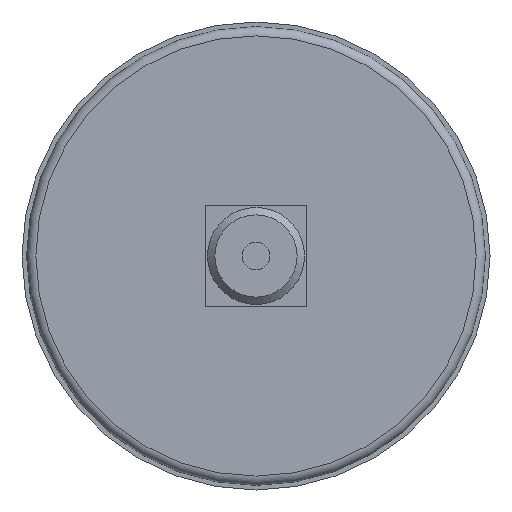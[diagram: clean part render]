
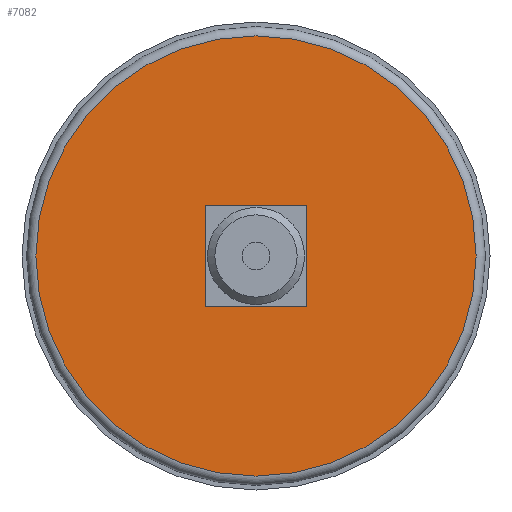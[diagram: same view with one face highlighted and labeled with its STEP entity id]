
A CAD part, left-side view. The second image highlights one B-rep face of the part: STEP entity #7082.
In plain terms, the highlighted planar face has unit normal (-1, 0, 0).
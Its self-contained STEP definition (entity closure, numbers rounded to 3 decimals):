
#85=CIRCLE('',#7557,47.5);
#86=CIRCLE('',#7558,47.5);
#197=FACE_BOUND('',#1033,.T.);
#578=FACE_OUTER_BOUND('',#1032,.T.);
#1032=EDGE_LOOP('',(#6290,#6291));
#1033=EDGE_LOOP('',(#6292,#6293,#6294,#6295));
#1916=LINE('',#11359,#2797);
#1917=LINE('',#11361,#2798);
#1918=LINE('',#11363,#2799);
#1919=LINE('',#11364,#2800);
#2797=VECTOR('',#9351,10.);
#2798=VECTOR('',#9352,10.);
#2799=VECTOR('',#9353,10.);
#2800=VECTOR('',#9354,10.);
#3437=VERTEX_POINT('',#11346);
#3438=VERTEX_POINT('',#11348);
#3440=VERTEX_POINT('',#11357);
#3441=VERTEX_POINT('',#11358);
#3442=VERTEX_POINT('',#11360);
#3443=VERTEX_POINT('',#11362);
#4391=EDGE_CURVE('',#3437,#3438,#85,.T.);
#4392=EDGE_CURVE('',#3438,#3437,#86,.T.);
#4396=EDGE_CURVE('',#3440,#3441,#1916,.T.);
#4397=EDGE_CURVE('',#3441,#3442,#1917,.T.);
#4398=EDGE_CURVE('',#3442,#3443,#1918,.T.);
#4399=EDGE_CURVE('',#3443,#3440,#1919,.T.);
#6290=ORIENTED_EDGE('',*,*,#4392,.F.);
#6291=ORIENTED_EDGE('',*,*,#4391,.F.);
#6292=ORIENTED_EDGE('',*,*,#4396,.T.);
#6293=ORIENTED_EDGE('',*,*,#4397,.T.);
#6294=ORIENTED_EDGE('',*,*,#4398,.T.);
#6295=ORIENTED_EDGE('',*,*,#4399,.T.);
#6697=PLANE('',#7562);
#7082=ADVANCED_FACE('',(#578,#197),#6697,.F.);
#7557=AXIS2_PLACEMENT_3D('',#11349,#9338,#9339);
#7558=AXIS2_PLACEMENT_3D('',#11350,#9340,#9341);
#7562=AXIS2_PLACEMENT_3D('',#11356,#9349,#9350);
#9338=DIRECTION('center_axis',(1.,0.,0.));
#9339=DIRECTION('ref_axis',(0.,-1.,0.));
#9340=DIRECTION('center_axis',(1.,0.,0.));
#9341=DIRECTION('ref_axis',(0.,-1.,0.));
#9349=DIRECTION('center_axis',(1.,0.,0.));
#9350=DIRECTION('ref_axis',(0.,0.,-1.));
#9351=DIRECTION('',(0.,0.,-1.));
#9352=DIRECTION('',(0.,1.,0.));
#9353=DIRECTION('',(0.,0.,1.));
#9354=DIRECTION('',(0.,-1.,0.));
#11346=CARTESIAN_POINT('',(0.,0.,47.5));
#11348=CARTESIAN_POINT('',(0.,47.5,0.));
#11349=CARTESIAN_POINT('Origin',(0.,0.,0.));
#11350=CARTESIAN_POINT('Origin',(0.,0.,0.));
#11356=CARTESIAN_POINT('Origin',(0.,0.,0.));
#11357=CARTESIAN_POINT('',(0.,-11.,11.));
#11358=CARTESIAN_POINT('',(0.,-11.,-11.));
#11359=CARTESIAN_POINT('',(0.,-11.,-5.5));
#11360=CARTESIAN_POINT('',(0.,11.,-11.));
#11361=CARTESIAN_POINT('',(0.,5.5,-11.));
#11362=CARTESIAN_POINT('',(0.,11.,11.));
#11363=CARTESIAN_POINT('',(0.,11.,5.5));
#11364=CARTESIAN_POINT('',(0.,-5.5,11.));
